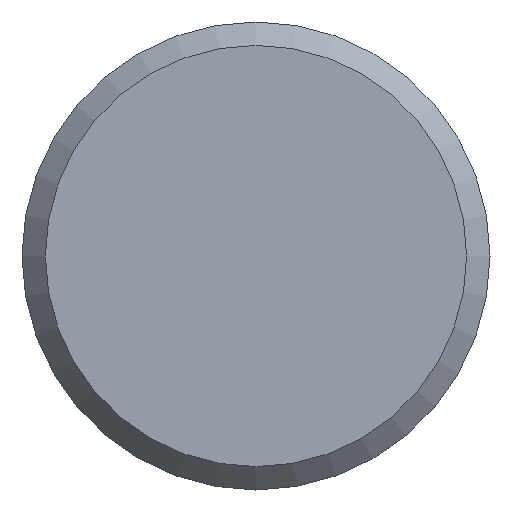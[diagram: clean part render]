
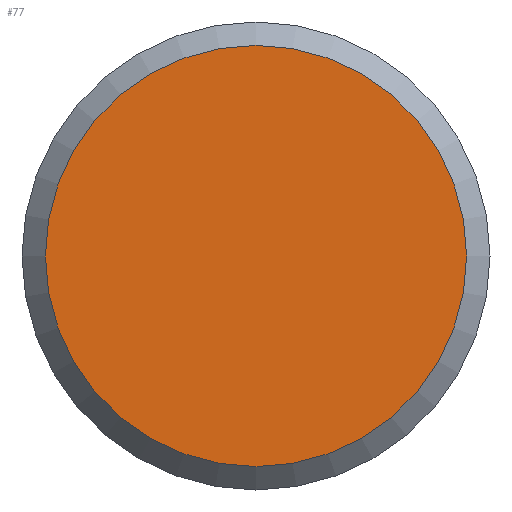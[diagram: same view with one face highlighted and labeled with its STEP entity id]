
A CAD part, front view. The second image highlights one B-rep face of the part: STEP entity #77.
In plain terms, the highlighted planar face has unit normal (0, -1, 0).
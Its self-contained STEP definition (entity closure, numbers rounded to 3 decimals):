
#77 = ADVANCED_FACE( '', ( #186 ), #187, .F. );
#186 = FACE_OUTER_BOUND( '', #338, .T. );
#187 = PLANE( '', #339 );
#338 = EDGE_LOOP( '', ( #503 ) );
#339 = AXIS2_PLACEMENT_3D( '', #504, #505, #506 );
#503 = ORIENTED_EDGE( '', *, *, #774, .T. );
#504 = CARTESIAN_POINT( '', ( 9., 0., 0. ) );
#505 = DIRECTION( '', ( 0., 1., 0. ) );
#506 = DIRECTION( '', ( -1., 0., 0. ) );
#774 = EDGE_CURVE( '', #895, #895, #896, .T. );
#895 = VERTEX_POINT( '', #1050 );
#896 = CIRCLE( '', #1051, 9. );
#1050 = CARTESIAN_POINT( '', ( 9., 0., 0. ) );
#1051 = AXIS2_PLACEMENT_3D( '', #1318, #1319, #1320 );
#1318 = CARTESIAN_POINT( '', ( 0., 0., 0. ) );
#1319 = DIRECTION( '', ( 0., -1., 0. ) );
#1320 = DIRECTION( '', ( 1., 0., 0. ) );
